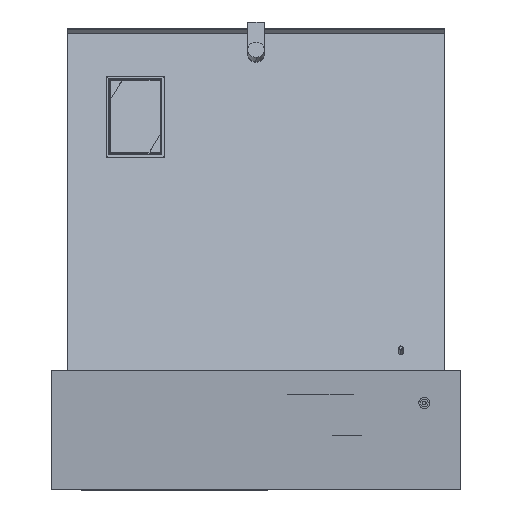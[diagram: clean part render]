
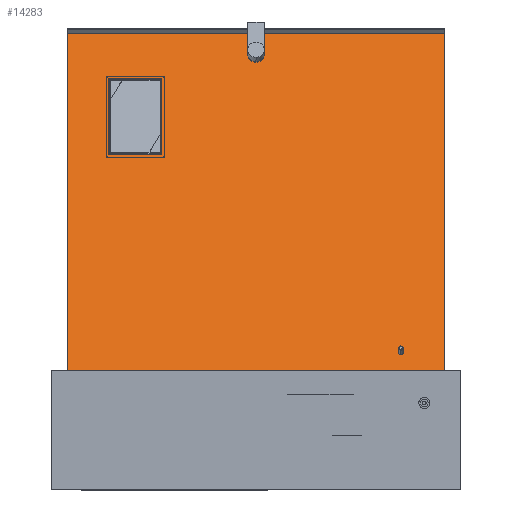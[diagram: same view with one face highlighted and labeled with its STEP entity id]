
A CAD part, left-side view. The second image highlights one B-rep face of the part: STEP entity #14283.
In plain terms, the highlighted face is planar.
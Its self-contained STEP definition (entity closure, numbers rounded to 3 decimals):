
#33 = CARTESIAN_POINT ( 'NONE',  ( -252., 0., -1. ) ) ;
#267 = CARTESIAN_POINT ( 'NONE',  ( -233.5, 0., -1. ) ) ;
#490 = AXIS2_PLACEMENT_3D ( 'NONE', #15520, #16983, #8770 ) ;
#864 = DIRECTION ( 'NONE',  ( 1., 0., 0. ) ) ;
#982 = CARTESIAN_POINT ( 'NONE',  ( 213., -198., -1. ) ) ;
#1050 = ORIENTED_EDGE ( 'NONE', *, *, #3353, .T. ) ;
#1143 = VECTOR ( 'NONE', #14507, 1000. ) ;
#1218 = EDGE_CURVE ( 'NONE', #4195, #6568, #12171, .T. ) ;
#2257 = VECTOR ( 'NONE', #11696, 1000. ) ;
#2594 = FACE_BOUND ( 'NONE', #8617, .T. ) ;
#2668 = EDGE_CURVE ( 'NONE', #11648, #13487, #17318, .T. ) ;
#2782 = CARTESIAN_POINT ( 'NONE',  ( 252., 0., -1. ) ) ;
#2791 = VERTEX_POINT ( 'NONE', #17353 ) ;
#2896 = FACE_BOUND ( 'NONE', #17052, .T. ) ;
#2915 = DIRECTION ( 'NONE',  ( 0., -1., 0. ) ) ;
#3031 = ORIENTED_EDGE ( 'NONE', *, *, #10589, .T. ) ;
#3353 = EDGE_CURVE ( 'NONE', #11515, #11648, #11668, .T. ) ;
#3367 = DIRECTION ( 'NONE',  ( 0., 0., 1. ) ) ;
#3555 = VECTOR ( 'NONE', #13875, 1000. ) ;
#3605 = EDGE_CURVE ( 'NONE', #2791, #7058, #17263, .T. ) ;
#3696 = VERTEX_POINT ( 'NONE', #9933 ) ;
#3743 = ORIENTED_EDGE ( 'NONE', *, *, #15348, .F. ) ;
#3844 = VECTOR ( 'NONE', #16199, 1000. ) ;
#4195 = VERTEX_POINT ( 'NONE', #267 ) ;
#4467 = CARTESIAN_POINT ( 'NONE',  ( -186., 201., -1. ) ) ;
#4525 = LINE ( 'NONE', #8288, #3555 ) ;
#4752 = DIRECTION ( 'NONE',  ( 0., 0., -1. ) ) ;
#5058 = ORIENTED_EDGE ( 'NONE', *, *, #5516, .F. ) ;
#5423 = DIRECTION ( 'NONE',  ( -1., 0., 0. ) ) ;
#5516 = EDGE_CURVE ( 'NONE', #7058, #3696, #9464, .T. ) ;
#5752 = CARTESIAN_POINT ( 'NONE',  ( -186., 0., -1. ) ) ;
#6376 = FACE_BOUND ( 'NONE', #10380, .T. ) ;
#6403 = EDGE_CURVE ( 'NONE', #12010, #11515, #12176, .T. ) ;
#6499 = CARTESIAN_POINT ( 'NONE',  ( 213., -198., -1. ) ) ;
#6568 = VERTEX_POINT ( 'NONE', #9559 ) ;
#6613 = VECTOR ( 'NONE', #12033, 1000. ) ;
#6808 = ORIENTED_EDGE ( 'NONE', *, *, #11480, .T. ) ;
#6821 = EDGE_CURVE ( 'NONE', #11957, #2791, #14568, .T. ) ;
#7058 = VERTEX_POINT ( 'NONE', #17280 ) ;
#7111 = CARTESIAN_POINT ( 'NONE',  ( -222., 0., -1. ) ) ;
#7223 = FACE_OUTER_BOUND ( 'NONE', #10526, .T. ) ;
#7256 = VERTEX_POINT ( 'NONE', #10441 ) ;
#7495 = CARTESIAN_POINT ( 'NONE',  ( 0., 0., -1. ) ) ;
#7709 = VECTOR ( 'NONE', #5423, 1000. ) ;
#7867 = CARTESIAN_POINT ( 'NONE',  ( 210., -198., -1. ) ) ;
#8062 = ORIENTED_EDGE ( 'NONE', *, *, #3605, .F. ) ;
#8225 = DIRECTION ( 'NONE',  ( 1., 0., 0. ) ) ;
#8288 = CARTESIAN_POINT ( 'NONE',  ( 0., 201., -1. ) ) ;
#8581 = CARTESIAN_POINT ( 'NONE',  ( 0., 257., -1. ) ) ;
#8585 = ORIENTED_EDGE ( 'NONE', *, *, #1218, .T. ) ;
#8617 = EDGE_LOOP ( 'NONE', ( #6808, #8585 ) ) ;
#8676 = DIRECTION ( 'NONE',  ( 0., 0., 1. ) ) ;
#8770 = DIRECTION ( 'NONE',  ( 1., 0., 0. ) ) ;
#9464 = LINE ( 'NONE', #2782, #3844 ) ;
#9559 = CARTESIAN_POINT ( 'NONE',  ( -210.5, 0., -1. ) ) ;
#9592 = CARTESIAN_POINT ( 'NONE',  ( 0., 129., -1. ) ) ;
#9933 = CARTESIAN_POINT ( 'NONE',  ( 252., 257., -1. ) ) ;
#10054 = LINE ( 'NONE', #8581, #7709 ) ;
#10353 = CARTESIAN_POINT ( 'NONE',  ( -76., 201., -1. ) ) ;
#10380 = EDGE_LOOP ( 'NONE', ( #11614, #11439 ) ) ;
#10441 = CARTESIAN_POINT ( 'NONE',  ( 216., -198., -1. ) ) ;
#10526 = EDGE_LOOP ( 'NONE', ( #13578, #3743, #5058, #8062 ) ) ;
#10558 = CARTESIAN_POINT ( 'NONE',  ( -186., 129., -1. ) ) ;
#10589 = EDGE_CURVE ( 'NONE', #13487, #12010, #4525, .T. ) ;
#10716 = VECTOR ( 'NONE', #14008, 1000. ) ;
#11150 = CARTESIAN_POINT ( 'NONE',  ( -76., 0., -1. ) ) ;
#11163 = DIRECTION ( 'NONE',  ( 1., 0., 0. ) ) ;
#11439 = ORIENTED_EDGE ( 'NONE', *, *, #11994, .F. ) ;
#11480 = EDGE_CURVE ( 'NONE', #6568, #4195, #12840, .T. ) ;
#11515 = VERTEX_POINT ( 'NONE', #10558 ) ;
#11614 = ORIENTED_EDGE ( 'NONE', *, *, #15189, .F. ) ;
#11648 = VERTEX_POINT ( 'NONE', #15834 ) ;
#11668 = LINE ( 'NONE', #9592, #10716 ) ;
#11696 = DIRECTION ( 'NONE',  ( 1., 0., 0. ) ) ;
#11957 = VERTEX_POINT ( 'NONE', #14784 ) ;
#11994 = EDGE_CURVE ( 'NONE', #15073, #7256, #17664, .T. ) ;
#12010 = VERTEX_POINT ( 'NONE', #4467 ) ;
#12033 = DIRECTION ( 'NONE',  ( 0., 1., 0. ) ) ;
#12171 = CIRCLE ( 'NONE', #14851, 11.5 ) ;
#12176 = LINE ( 'NONE', #5752, #1143 ) ;
#12840 = CIRCLE ( 'NONE', #490, 11.5 ) ;
#13116 = CIRCLE ( 'NONE', #15820, 3. ) ;
#13168 = CARTESIAN_POINT ( 'NONE',  ( 0., -257., -1. ) ) ;
#13487 = VERTEX_POINT ( 'NONE', #10353 ) ;
#13578 = ORIENTED_EDGE ( 'NONE', *, *, #6821, .F. ) ;
#13599 = AXIS2_PLACEMENT_3D ( 'NONE', #6499, #4752, #8225 ) ;
#13875 = DIRECTION ( 'NONE',  ( -1., 0., 0. ) ) ;
#14008 = DIRECTION ( 'NONE',  ( 1., 0., 0. ) ) ;
#14283 = ADVANCED_FACE ( 'NONE', ( #2896, #2594, #7223, #6376 ), #16590, .F. ) ;
#14507 = DIRECTION ( 'NONE',  ( 0., -1., 0. ) ) ;
#14568 = LINE ( 'NONE', #33, #14856 ) ;
#14784 = CARTESIAN_POINT ( 'NONE',  ( -252., 257., -1. ) ) ;
#14851 = AXIS2_PLACEMENT_3D ( 'NONE', #7111, #3367, #17389 ) ;
#14856 = VECTOR ( 'NONE', #2915, 1000. ) ;
#15073 = VERTEX_POINT ( 'NONE', #7867 ) ;
#15189 = EDGE_CURVE ( 'NONE', #7256, #15073, #13116, .T. ) ;
#15348 = EDGE_CURVE ( 'NONE', #3696, #11957, #10054, .T. ) ;
#15520 = CARTESIAN_POINT ( 'NONE',  ( -222., 0., -1. ) ) ;
#15788 = AXIS2_PLACEMENT_3D ( 'NONE', #7495, #8676, #864 ) ;
#15820 = AXIS2_PLACEMENT_3D ( 'NONE', #982, #17312, #11163 ) ;
#15834 = CARTESIAN_POINT ( 'NONE',  ( -76., 129., -1. ) ) ;
#15999 = ORIENTED_EDGE ( 'NONE', *, *, #2668, .T. ) ;
#16199 = DIRECTION ( 'NONE',  ( 0., 1., 0. ) ) ;
#16590 = PLANE ( 'NONE',  #15788 ) ;
#16983 = DIRECTION ( 'NONE',  ( 0., 0., 1. ) ) ;
#17052 = EDGE_LOOP ( 'NONE', ( #3031, #17313, #1050, #15999 ) ) ;
#17263 = LINE ( 'NONE', #13168, #2257 ) ;
#17280 = CARTESIAN_POINT ( 'NONE',  ( 252., -257., -1. ) ) ;
#17312 = DIRECTION ( 'NONE',  ( 0., 0., -1. ) ) ;
#17313 = ORIENTED_EDGE ( 'NONE', *, *, #6403, .T. ) ;
#17318 = LINE ( 'NONE', #11150, #6613 ) ;
#17353 = CARTESIAN_POINT ( 'NONE',  ( -252., -257., -1. ) ) ;
#17389 = DIRECTION ( 'NONE',  ( 1., 0., 0. ) ) ;
#17664 = CIRCLE ( 'NONE', #13599, 3. ) ;
